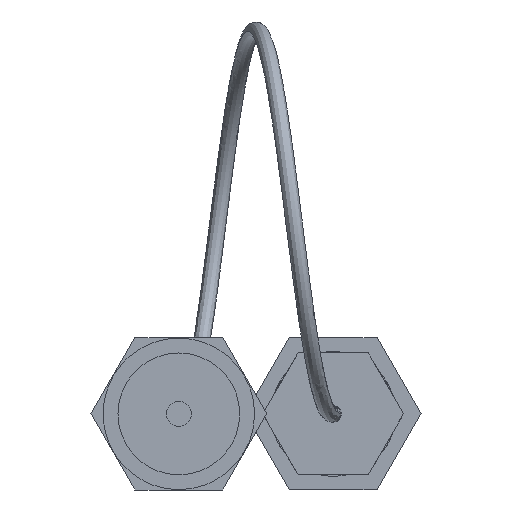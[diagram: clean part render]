
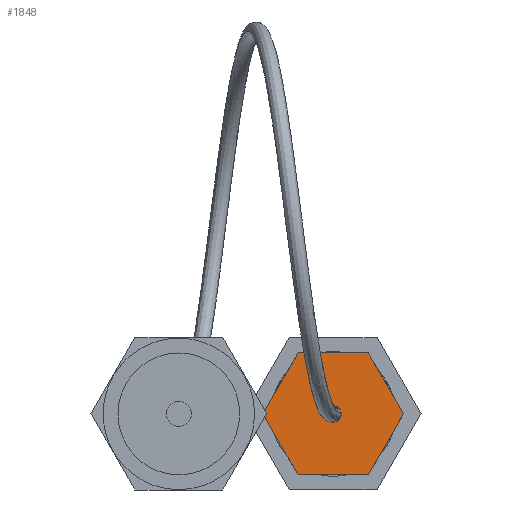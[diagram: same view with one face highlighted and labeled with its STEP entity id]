
A CAD part, front view. The second image highlights one B-rep face of the part: STEP entity #1848.
In plain terms, the highlighted face is planar.
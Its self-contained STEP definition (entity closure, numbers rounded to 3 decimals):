
#9 = ORIENTED_EDGE ( 'NONE', *, *, #274, .T. ) ;
#14 = EDGE_CURVE ( 'NONE', #317, #2187, #393, .T. ) ;
#66 = AXIS2_PLACEMENT_3D ( 'NONE', #1867, #1745, #1540 ) ;
#86 = VERTEX_POINT ( 'NONE', #1425 ) ;
#130 = VECTOR ( 'NONE', #1119, 1000. ) ;
#180 = EDGE_CURVE ( 'NONE', #911, #86, #1889, .T. ) ;
#188 = EDGE_CURVE ( 'NONE', #525, #911, #1555, .T. ) ;
#232 = EDGE_LOOP ( 'NONE', ( #9, #1588, #1633, #1260, #1244, #1535 ) ) ;
#274 = EDGE_CURVE ( 'NONE', #1278, #525, #1528, .T. ) ;
#317 = VERTEX_POINT ( 'NONE', #445 ) ;
#393 = LINE ( 'NONE', #1256, #2096 ) ;
#417 = CARTESIAN_POINT ( 'NONE',  ( -1.833, 14.5, -3.175 ) ) ;
#445 = CARTESIAN_POINT ( 'NONE',  ( -3.666, 14.5, 0. ) ) ;
#525 = VERTEX_POINT ( 'NONE', #533 ) ;
#533 = CARTESIAN_POINT ( 'NONE',  ( 3.666, 14.5, 0. ) ) ;
#565 = FACE_OUTER_BOUND ( 'NONE', #232, .T. ) ;
#582 = CARTESIAN_POINT ( 'NONE',  ( -1.833, 14.5, 3.175 ) ) ;
#659 = EDGE_CURVE ( 'NONE', #2187, #1278, #1353, .T. ) ;
#669 = PLANE ( 'NONE',  #66 ) ;
#688 = DIRECTION ( 'NONE',  ( 1., 0., 0. ) ) ;
#766 = DIRECTION ( 'NONE',  ( -0.5, 0., 0.866 ) ) ;
#888 = DIRECTION ( 'NONE',  ( 0.5, 0., 0.866 ) ) ;
#911 = VERTEX_POINT ( 'NONE', #2218 ) ;
#1119 = DIRECTION ( 'NONE',  ( -1., 0., 0. ) ) ;
#1150 = EDGE_CURVE ( 'NONE', #86, #317, #2071, .T. ) ;
#1153 = VECTOR ( 'NONE', #766, 1000. ) ;
#1237 = CARTESIAN_POINT ( 'NONE',  ( 1.833, 14.5, -3.175 ) ) ;
#1244 = ORIENTED_EDGE ( 'NONE', *, *, #14, .T. ) ;
#1256 = CARTESIAN_POINT ( 'NONE',  ( -3.666, 14.5, 0. ) ) ;
#1260 = ORIENTED_EDGE ( 'NONE', *, *, #1150, .T. ) ;
#1278 = VERTEX_POINT ( 'NONE', #1454 ) ;
#1283 = CARTESIAN_POINT ( 'NONE',  ( 1.833, 14.5, 3.175 ) ) ;
#1353 = LINE ( 'NONE', #582, #1852 ) ;
#1425 = CARTESIAN_POINT ( 'NONE',  ( -1.833, 14.5, -3.175 ) ) ;
#1441 = CARTESIAN_POINT ( 'NONE',  ( 3.666, 14.5, 0. ) ) ;
#1454 = CARTESIAN_POINT ( 'NONE',  ( 1.833, 14.5, 3.175 ) ) ;
#1456 = CARTESIAN_POINT ( 'NONE',  ( -1.833, 14.5, 3.175 ) ) ;
#1528 = LINE ( 'NONE', #1283, #1790 ) ;
#1535 = ORIENTED_EDGE ( 'NONE', *, *, #659, .T. ) ;
#1540 = DIRECTION ( 'NONE',  ( 0., 0., 1. ) ) ;
#1555 = LINE ( 'NONE', #1441, #1770 ) ;
#1588 = ORIENTED_EDGE ( 'NONE', *, *, #188, .T. ) ;
#1633 = ORIENTED_EDGE ( 'NONE', *, *, #180, .T. ) ;
#1745 = DIRECTION ( 'NONE',  ( 0., 1., 0. ) ) ;
#1770 = VECTOR ( 'NONE', #1808, 1000. ) ;
#1790 = VECTOR ( 'NONE', #1989, 1000. ) ;
#1808 = DIRECTION ( 'NONE',  ( -0.5, 0., -0.866 ) ) ;
#1848 = ADVANCED_FACE ( 'NONE', ( #565 ), #669, .T. ) ;
#1852 = VECTOR ( 'NONE', #688, 1000. ) ;
#1867 = CARTESIAN_POINT ( 'NONE',  ( 0., 14.5, 0. ) ) ;
#1889 = LINE ( 'NONE', #1237, #130 ) ;
#1989 = DIRECTION ( 'NONE',  ( 0.5, 0., -0.866 ) ) ;
#2071 = LINE ( 'NONE', #417, #1153 ) ;
#2096 = VECTOR ( 'NONE', #888, 1000. ) ;
#2187 = VERTEX_POINT ( 'NONE', #1456 ) ;
#2218 = CARTESIAN_POINT ( 'NONE',  ( 1.833, 14.5, -3.175 ) ) ;
